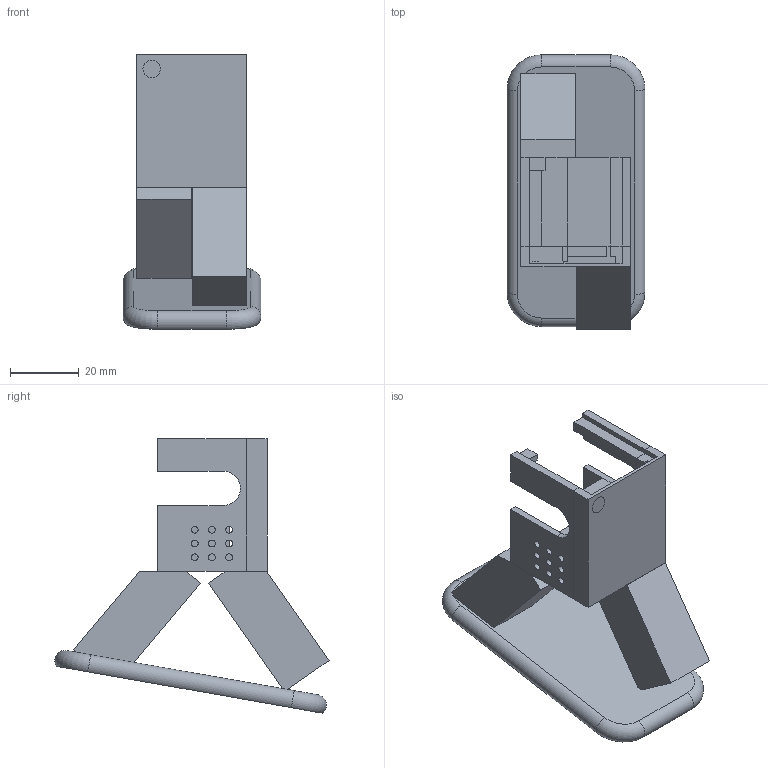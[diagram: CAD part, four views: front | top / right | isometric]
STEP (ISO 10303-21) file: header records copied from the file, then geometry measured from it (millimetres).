
FILE_DESCRIPTION(/* description */ ('Designed by EasyEDA Pro'),/* implementation_level */ '2;1');
FILE_NAME(/* name */ '',/* time_stamp */ '2024-11-01T22:50:13+08:00',/* author */ (''),/* organization */ (''),/* preprocessor_version */ 'ST-DEVELOPER v20',/* originating_system */ 'Autodesk Translation Framework v13.20.0.188',/* authorisation */ '');
FILE_SCHEMA (('AUTOMOTIVE_DESIGN { 1 0 10303 214 3 1 1 }'));
Length unit declared in the file: millimetre
Products named in the file (7): PCBModel; 左腿; 右腿; 身体_前; 身体_前_led; 身体_侧面; 底座固定
Assembly tree (6 placements, depth 2):
  PCBModel
    左腿
    右腿
    身体_前
    身体_前_led
    身体_侧面
    底座固定
Bounding box: 39.98 x 79.61 x 79.66 mm (x, y, z)
Volume: 40444.1 mm3; surface area: 21817.3 mm2
Topology: 6 solids, 6 shells, 127 faces, 342 edges, 227 vertices
Faces by surface type: plane 97, cylinder 25, torus 5
Full cylindrical faces by diameter (mm): 2 x9, 5.101 x2
Entity records: 4280 total; most frequent: CARTESIAN_POINT 715, ORIENTED_EDGE 684, DIRECTION 682, EDGE_CURVE 342, LINE 278, VECTOR 278, VERTEX_POINT 227, AXIS2_PLACEMENT_3D 202
